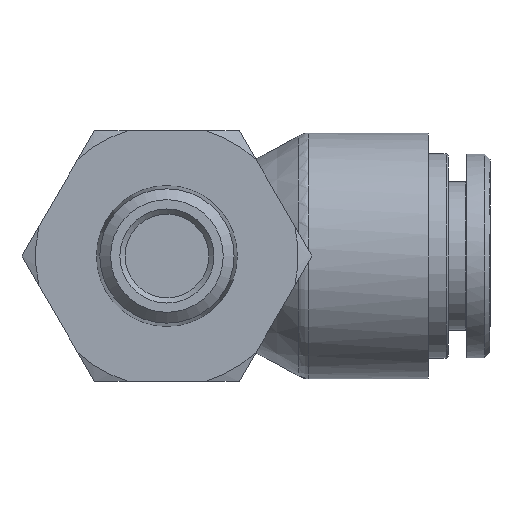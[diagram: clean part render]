
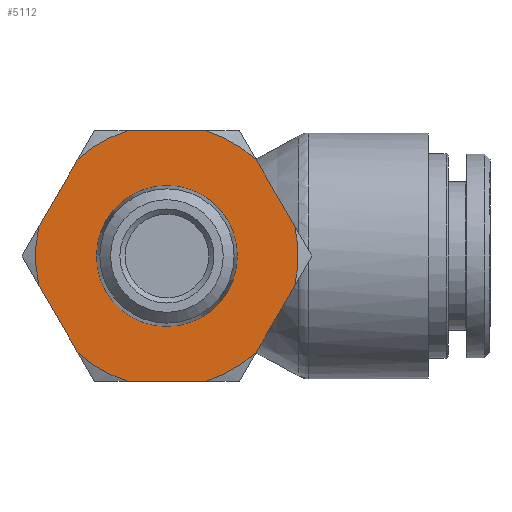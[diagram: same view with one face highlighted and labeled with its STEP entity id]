
A CAD part, front view. The second image highlights one B-rep face of the part: STEP entity #5112.
In plain terms, the highlighted face is planar.
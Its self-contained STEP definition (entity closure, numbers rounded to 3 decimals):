
#4775=CARTESIAN_POINT('',(-24.45,-12.241,2.799));
#4776=VERTEX_POINT('',#4775);
#4792=CARTESIAN_POINT('',(-24.45,-12.241,-2.799));
#4793=VERTEX_POINT('',#4792);
#4794=CARTESIAN_POINT('',(-24.45,0.,0.0));
#4795=DIRECTION('',(-1.0,0.0,0.0));
#4796=DIRECTION('',(0.0,1.0,0.0));
#4797=AXIS2_PLACEMENT_3D('',#4794,#4795,#4796);
#4798=CIRCLE('',#4797,12.556);
#4799=EDGE_CURVE('',#4793,#4776,#4798,.T.);
#4824=CARTESIAN_POINT('',(-24.45,-8.544,9.201));
#4825=VERTEX_POINT('',#4824);
#4839=CARTESIAN_POINT('',(-24.45,-3.696,12.0));
#4840=VERTEX_POINT('',#4839);
#4854=CARTESIAN_POINT('',(-24.45,0.,0.0));
#4855=DIRECTION('',(-1.0,0.0,0.0));
#4856=DIRECTION('',(0.0,1.0,0.0));
#4857=AXIS2_PLACEMENT_3D('',#4854,#4855,#4856);
#4858=CIRCLE('',#4857,12.556);
#4859=EDGE_CURVE('',#4825,#4840,#4858,.T.);
#4871=CARTESIAN_POINT('',(-24.45,3.696,12.));
#4872=VERTEX_POINT('',#4871);
#4886=CARTESIAN_POINT('',(-24.45,8.544,9.201));
#4887=VERTEX_POINT('',#4886);
#4901=CARTESIAN_POINT('',(-24.45,0.,0.0));
#4902=DIRECTION('',(-1.0,0.0,0.0));
#4903=DIRECTION('',(0.0,1.0,0.0));
#4904=AXIS2_PLACEMENT_3D('',#4901,#4902,#4903);
#4905=CIRCLE('',#4904,12.556);
#4906=EDGE_CURVE('',#4872,#4887,#4905,.T.);
#4916=CARTESIAN_POINT('',(-24.45,-8.544,-9.201));
#4917=VERTEX_POINT('',#4916);
#4933=CARTESIAN_POINT('',(-24.45,-3.696,-12.0));
#4934=VERTEX_POINT('',#4933);
#4935=CARTESIAN_POINT('',(-24.45,0.,0.0));
#4936=DIRECTION('',(-1.0,0.0,0.0));
#4937=DIRECTION('',(0.0,1.0,0.0));
#4938=AXIS2_PLACEMENT_3D('',#4935,#4936,#4937);
#4939=CIRCLE('',#4938,12.556);
#4940=EDGE_CURVE('',#4934,#4917,#4939,.T.);
#4963=CARTESIAN_POINT('',(-24.45,3.696,-12.));
#4964=VERTEX_POINT('',#4963);
#4980=CARTESIAN_POINT('',(-24.45,8.544,-9.201));
#4981=VERTEX_POINT('',#4980);
#4982=CARTESIAN_POINT('',(-24.45,0.,0.0));
#4983=DIRECTION('',(-1.0,0.0,0.0));
#4984=DIRECTION('',(0.0,1.0,0.0));
#4985=AXIS2_PLACEMENT_3D('',#4982,#4983,#4984);
#4986=CIRCLE('',#4985,12.556);
#4987=EDGE_CURVE('',#4981,#4964,#4986,.T.);
#5012=CARTESIAN_POINT('',(-24.45,12.241,2.799));
#5013=VERTEX_POINT('',#5012);
#5027=CARTESIAN_POINT('',(-24.45,12.241,-2.799));
#5028=VERTEX_POINT('',#5027);
#5042=CARTESIAN_POINT('',(-24.45,0.,0.0));
#5043=DIRECTION('',(-1.0,0.0,0.0));
#5044=DIRECTION('',(0.0,1.0,0.0));
#5045=AXIS2_PLACEMENT_3D('',#5042,#5043,#5044);
#5046=CIRCLE('',#5045,12.556);
#5047=EDGE_CURVE('',#5013,#5028,#5046,.T.);
#5052=CARTESIAN_POINT('',(-24.45,9.367,0.0));
#5053=DIRECTION('',(-1.0,0.0,0.0));
#5054=DIRECTION('',(0.0,0.0,1.0));
#5055=AXIS2_PLACEMENT_3D('',#5052,#5053,#5054);
#5056=PLANE('',#5055);
#5057=ORIENTED_EDGE('',*,*,#5047,.T.);
#5058=CARTESIAN_POINT('',(-24.45,8.544,-9.201));
#5059=DIRECTION('',(0.0,0.5,0.866));
#5060=VECTOR('',#5059,7.393);
#5061=LINE('',#5058,#5060);
#5062=EDGE_CURVE('',#4981,#5028,#5061,.T.);
#5063=ORIENTED_EDGE('',*,*,#5062,.F.);
#5064=ORIENTED_EDGE('',*,*,#4987,.T.);
#5065=CARTESIAN_POINT('',(-24.45,-3.696,-12.));
#5066=DIRECTION('',(0.0,1.0,0.0));
#5067=VECTOR('',#5066,7.393);
#5068=LINE('',#5065,#5067);
#5069=EDGE_CURVE('',#4934,#4964,#5068,.T.);
#5070=ORIENTED_EDGE('',*,*,#5069,.F.);
#5071=ORIENTED_EDGE('',*,*,#4940,.T.);
#5072=CARTESIAN_POINT('',(-24.45,-12.241,-2.799));
#5073=DIRECTION('',(0.0,0.5,-0.866));
#5074=VECTOR('',#5073,7.393);
#5075=LINE('',#5072,#5074);
#5076=EDGE_CURVE('',#4793,#4917,#5075,.T.);
#5077=ORIENTED_EDGE('',*,*,#5076,.F.);
#5078=ORIENTED_EDGE('',*,*,#4799,.T.);
#5079=CARTESIAN_POINT('',(-24.45,-8.544,9.201));
#5080=DIRECTION('',(0.0,-0.5,-0.866));
#5081=VECTOR('',#5080,7.393);
#5082=LINE('',#5079,#5081);
#5083=EDGE_CURVE('',#4825,#4776,#5082,.T.);
#5084=ORIENTED_EDGE('',*,*,#5083,.F.);
#5085=ORIENTED_EDGE('',*,*,#4859,.T.);
#5086=CARTESIAN_POINT('',(-24.45,3.696,12.));
#5087=DIRECTION('',(0.0,-1.0,0.0));
#5088=VECTOR('',#5087,7.393);
#5089=LINE('',#5086,#5088);
#5090=EDGE_CURVE('',#4872,#4840,#5089,.T.);
#5091=ORIENTED_EDGE('',*,*,#5090,.F.);
#5092=ORIENTED_EDGE('',*,*,#4906,.T.);
#5093=CARTESIAN_POINT('',(-24.45,12.241,2.799));
#5094=DIRECTION('',(0.0,-0.5,0.866));
#5095=VECTOR('',#5094,7.393);
#5096=LINE('',#5093,#5095);
#5097=EDGE_CURVE('',#5013,#4887,#5096,.T.);
#5098=ORIENTED_EDGE('',*,*,#5097,.F.);
#5099=EDGE_LOOP('',(#5057,#5063,#5064,#5070,#5071,#5077,#5078,#5084,#5085,#5091,#5092,#5098));
#5100=FACE_OUTER_BOUND('',#5099,.T.);
#5101=CARTESIAN_POINT('',(-24.45,6.734,0.0));
#5102=VERTEX_POINT('',#5101);
#5103=CARTESIAN_POINT('',(-24.45,0.,0.0));
#5104=DIRECTION('',(1.0,0.0,0.0));
#5105=DIRECTION('',(0.0,1.0,0.0));
#5106=AXIS2_PLACEMENT_3D('',#5103,#5104,#5105);
#5107=CIRCLE('',#5106,6.735);
#5108=EDGE_CURVE('',#5102,#5102,#5107,.T.);
#5109=ORIENTED_EDGE('',*,*,#5108,.T.);
#5110=EDGE_LOOP('',(#5109));
#5111=FACE_BOUND('',#5110,.T.);
#5112=ADVANCED_FACE('',(#5100,#5111),#5056,.T.);
